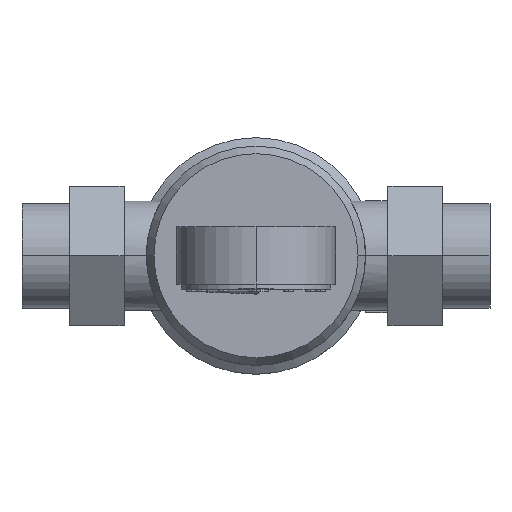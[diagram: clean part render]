
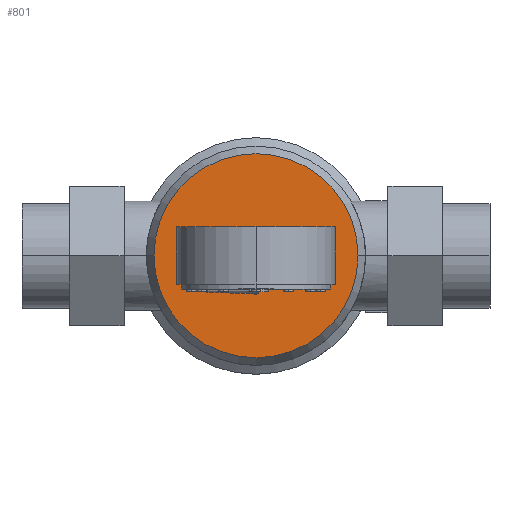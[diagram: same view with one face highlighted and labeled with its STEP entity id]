
A CAD part, top view. The second image highlights one B-rep face of the part: STEP entity #801.
In plain terms, the highlighted planar face has unit normal (0, 0, 1).
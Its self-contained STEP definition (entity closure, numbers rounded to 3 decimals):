
#651=VERTEX_POINT('',#1804);
#691=EDGE_CURVE('',#1269,#881,#1846,.T.);
#707=EDGE_CURVE('',#651,#1403,#1865,.T.);
#801=ADVANCED_FACE('',(#1979,#1980),#1981,.T.);
#881=VERTEX_POINT('',#2068);
#1127=EDGE_CURVE('',#881,#1269,#2340,.T.);
#1269=VERTEX_POINT('',#2501);
#1403=VERTEX_POINT('',#2656);
#1623=EDGE_CURVE('',#1403,#651,#2899,.T.);
#1804=CARTESIAN_POINT('',(41.0,0.0,30.0));
#1846=CIRCLE('',#3157,8.0);
#1865=CIRCLE('',#3178,41.0);
#1979=FACE_OUTER_BOUND('',#3351,.T.);
#1980=FACE_BOUND('',#3352,.T.);
#1981=PLANE('',#3353);
#2068=CARTESIAN_POINT('',(8.0,0.0,30.0));
#2340=CIRCLE('',#3924,8.0);
#2501=CARTESIAN_POINT('',(-8.0,0.,30.0));
#2656=CARTESIAN_POINT('',(-41.0,0.,30.0));
#2899=CIRCLE('',#4834,41.0);
#3157=AXIS2_PLACEMENT_3D('',#5141,#5142,#5143);
#3178=AXIS2_PLACEMENT_3D('',#5164,#5165,#5166);
#3351=EDGE_LOOP('',(#5311,#5312));
#3352=EDGE_LOOP('',(#5313,#5314));
#3353=AXIS2_PLACEMENT_3D('',#5315,#5316,#5317);
#3924=AXIS2_PLACEMENT_3D('',#5701,#5702,#5703);
#4834=AXIS2_PLACEMENT_3D('',#6369,#6370,#6371);
#5141=CARTESIAN_POINT('',(0.0,0.0,30.0));
#5142=DIRECTION('',(0.0,0.0,-1.0));
#5143=DIRECTION('',(1.0,0.0,0.0));
#5164=CARTESIAN_POINT('',(0.0,0.0,30.0));
#5165=DIRECTION('',(0.0,0.0,1.0));
#5166=DIRECTION('',(1.0,0.0,0.0));
#5311=ORIENTED_EDGE('',*,*,#707,.T.);
#5312=ORIENTED_EDGE('',*,*,#1623,.T.);
#5313=ORIENTED_EDGE('',*,*,#1127,.T.);
#5314=ORIENTED_EDGE('',*,*,#691,.T.);
#5315=CARTESIAN_POINT('',(20.5,0.0,30.0));
#5316=DIRECTION('',(0.0,0.0,1.0));
#5317=DIRECTION('',(1.0,0.0,0.0));
#5701=CARTESIAN_POINT('',(0.0,0.0,30.0));
#5702=DIRECTION('',(0.0,0.0,-1.0));
#5703=DIRECTION('',(1.0,0.0,0.0));
#6369=CARTESIAN_POINT('',(0.0,0.0,30.0));
#6370=DIRECTION('',(0.0,0.0,1.0));
#6371=DIRECTION('',(1.0,0.0,0.0));
